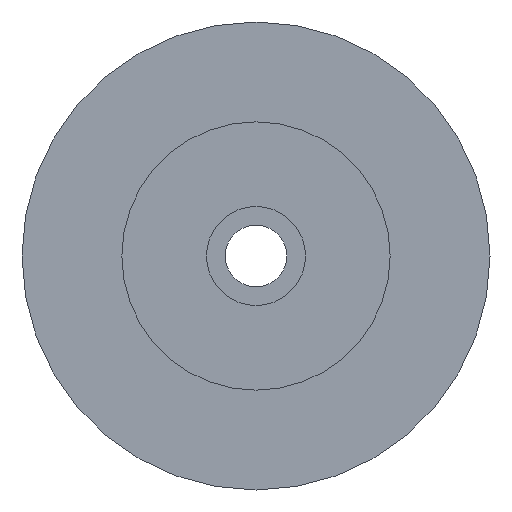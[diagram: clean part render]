
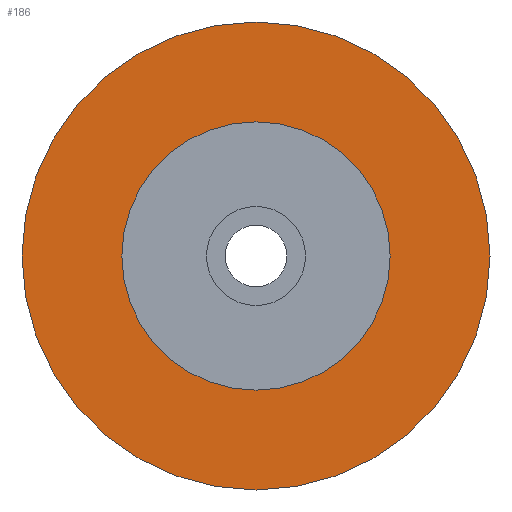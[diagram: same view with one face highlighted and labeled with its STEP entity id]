
A CAD part, front view. The second image highlights one B-rep face of the part: STEP entity #186.
In plain terms, the highlighted planar face has unit normal (0, -1, 0).
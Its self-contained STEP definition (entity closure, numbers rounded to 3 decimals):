
#29=FACE_BOUND('',#58,.T.);
#34=PLANE('',#272);
#44=FACE_OUTER_BOUND('',#57,.T.);
#57=EDGE_LOOP('',(#159,#160));
#58=EDGE_LOOP('',(#161,#162));
#81=CIRCLE('',#260,15.);
#82=CIRCLE('',#261,15.);
#87=CIRCLE('',#270,8.6);
#88=CIRCLE('',#271,8.6);
#97=VERTEX_POINT('',#367);
#98=VERTEX_POINT('',#369);
#103=VERTEX_POINT('',#385);
#104=VERTEX_POINT('',#387);
#115=EDGE_CURVE('',#97,#98,#81,.T.);
#116=EDGE_CURVE('',#98,#97,#82,.T.);
#123=EDGE_CURVE('',#104,#103,#87,.T.);
#124=EDGE_CURVE('',#103,#104,#88,.T.);
#159=ORIENTED_EDGE('',*,*,#116,.F.);
#160=ORIENTED_EDGE('',*,*,#115,.F.);
#161=ORIENTED_EDGE('',*,*,#123,.T.);
#162=ORIENTED_EDGE('',*,*,#124,.T.);
#186=ADVANCED_FACE('',(#44,#29),#34,.T.);
#260=AXIS2_PLACEMENT_3D('',#370,#302,#303);
#261=AXIS2_PLACEMENT_3D('',#371,#304,#305);
#270=AXIS2_PLACEMENT_3D('',#388,#324,#325);
#271=AXIS2_PLACEMENT_3D('',#389,#326,#327);
#272=AXIS2_PLACEMENT_3D('',#390,#328,#329);
#302=DIRECTION('center_axis',(0.,1.,0.));
#303=DIRECTION('ref_axis',(1.,0.,0.));
#304=DIRECTION('center_axis',(0.,1.,0.));
#305=DIRECTION('ref_axis',(1.,0.,0.));
#324=DIRECTION('center_axis',(0.,1.,0.));
#325=DIRECTION('ref_axis',(1.,0.,0.));
#326=DIRECTION('center_axis',(0.,1.,0.));
#327=DIRECTION('ref_axis',(1.,0.,0.));
#328=DIRECTION('center_axis',(0.,-1.,0.));
#329=DIRECTION('ref_axis',(0.,0.,-1.));
#367=CARTESIAN_POINT('',(15.,0.,0.));
#369=CARTESIAN_POINT('',(-15.,0.,0.));
#370=CARTESIAN_POINT('Origin',(0.,0.,0.));
#371=CARTESIAN_POINT('Origin',(0.,0.,0.));
#385=CARTESIAN_POINT('',(8.6,0.,0.));
#387=CARTESIAN_POINT('',(-8.6,0.,0.));
#388=CARTESIAN_POINT('Origin',(0.,0.,0.));
#389=CARTESIAN_POINT('Origin',(0.,0.,0.));
#390=CARTESIAN_POINT('Origin',(-15.,0.,0.));
